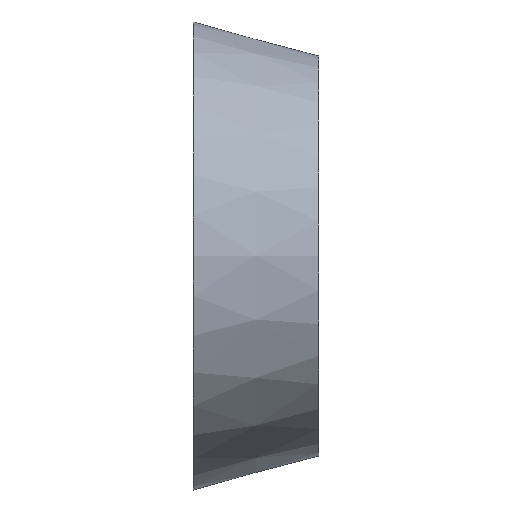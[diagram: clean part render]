
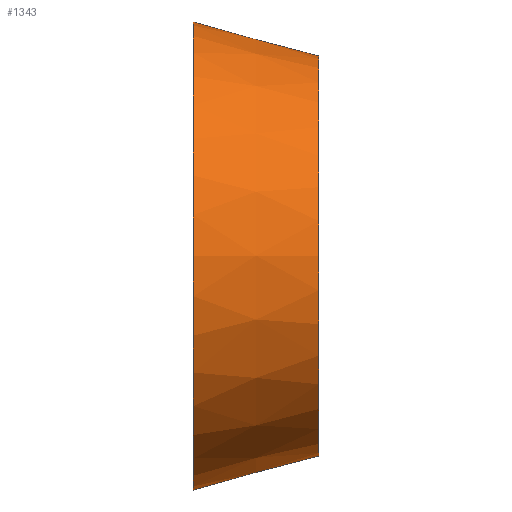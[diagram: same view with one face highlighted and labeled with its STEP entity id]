
A CAD part, top view. The second image highlights one B-rep face of the part: STEP entity #1343.
In plain terms, the highlighted conical face has half-angle 15.186 degrees and reference radius 18.691 mm.
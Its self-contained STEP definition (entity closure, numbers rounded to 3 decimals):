
#21 = EDGE_CURVE('',#22,#22,#24,.T.);
#22 = VERTEX_POINT('',#23);
#23 = CARTESIAN_POINT('',(0.,0.,18.691));
#24 = SURFACE_CURVE('',#25,(#30,#42),.PCURVE_S1.);
#25 = CIRCLE('',#26,18.691);
#26 = AXIS2_PLACEMENT_3D('',#27,#28,#29);
#27 = CARTESIAN_POINT('',(0.,0.,0.));
#28 = DIRECTION('',(1.,0.,-0.));
#29 = DIRECTION('',(0.,0.,1.));
#30 = PCURVE('',#31,#36);
#31 = PLANE('',#32);
#32 = AXIS2_PLACEMENT_3D('',#33,#34,#35);
#33 = CARTESIAN_POINT('',(0.,0.,0.));
#34 = DIRECTION('',(1.,0.,0.));
#35 = DIRECTION('',(0.,0.,1.));
#36 = DEFINITIONAL_REPRESENTATION('',(#37),#41);
#37 = CIRCLE('',#38,18.691);
#38 = AXIS2_PLACEMENT_2D('',#39,#40);
#39 = CARTESIAN_POINT('',(0.,0.));
#40 = DIRECTION('',(1.,-0.));
#41 = ( GEOMETRIC_REPRESENTATION_CONTEXT(2) 
PARAMETRIC_REPRESENTATION_CONTEXT() REPRESENTATION_CONTEXT('2D SPACE',''
  ) );
#42 = PCURVE('',#43,#48);
#43 = CONICAL_SURFACE('',#44,18.691,0.265);
#44 = AXIS2_PLACEMENT_3D('',#45,#46,#47);
#45 = CARTESIAN_POINT('',(0.,0.,0.));
#46 = DIRECTION('',(-1.,-0.,-0.));
#47 = DIRECTION('',(0.,0.,1.));
#48 = DEFINITIONAL_REPRESENTATION('',(#49),#52);
#49 = B_SPLINE_CURVE_WITH_KNOTS('',1,(#50,#51),.UNSPECIFIED.,.F.,.F.,(2,
    2),(0.,6.283),.PIECEWISE_BEZIER_KNOTS.);
#50 = CARTESIAN_POINT('',(0.,0.));
#51 = CARTESIAN_POINT('',(-6.283,0.));
#52 = ( GEOMETRIC_REPRESENTATION_CONTEXT(2) 
PARAMETRIC_REPRESENTATION_CONTEXT() REPRESENTATION_CONTEXT('2D SPACE',''
  ) );
#1343 = ADVANCED_FACE('',(#1344),#43,.T.);
#1344 = FACE_BOUND('',#1345,.T.);
#1345 = EDGE_LOOP('',(#1346,#1347,#1368,#1394));
#1346 = ORIENTED_EDGE('',*,*,#21,.T.);
#1347 = ORIENTED_EDGE('',*,*,#1348,.T.);
#1348 = EDGE_CURVE('',#22,#1349,#1351,.T.);
#1349 = VERTEX_POINT('',#1350);
#1350 = CARTESIAN_POINT('',(10.,0.,15.976));
#1351 = SEAM_CURVE('',#1352,(#1356,#1362),.PCURVE_S1.);
#1352 = LINE('',#1353,#1354);
#1353 = CARTESIAN_POINT('',(0.,0.,18.691));
#1354 = VECTOR('',#1355,1.);
#1355 = DIRECTION('',(0.965,0.,-0.262));
#1356 = PCURVE('',#43,#1357);
#1357 = DEFINITIONAL_REPRESENTATION('',(#1358),#1361);
#1358 = B_SPLINE_CURVE_WITH_KNOTS('',1,(#1359,#1360),.UNSPECIFIED.,.F.,
  .F.,(2,2),(0.,10.362),.PIECEWISE_BEZIER_KNOTS.);
#1359 = CARTESIAN_POINT('',(0.,0.));
#1360 = CARTESIAN_POINT('',(0.,-10.));
#1361 = ( GEOMETRIC_REPRESENTATION_CONTEXT(2) 
PARAMETRIC_REPRESENTATION_CONTEXT() REPRESENTATION_CONTEXT('2D SPACE',''
  ) );
#1362 = PCURVE('',#43,#1363);
#1363 = DEFINITIONAL_REPRESENTATION('',(#1364),#1367);
#1364 = B_SPLINE_CURVE_WITH_KNOTS('',1,(#1365,#1366),.UNSPECIFIED.,.F.,
  .F.,(2,2),(0.,10.362),.PIECEWISE_BEZIER_KNOTS.);
#1365 = CARTESIAN_POINT('',(-6.283,0.));
#1366 = CARTESIAN_POINT('',(-6.283,-10.));
#1367 = ( GEOMETRIC_REPRESENTATION_CONTEXT(2) 
PARAMETRIC_REPRESENTATION_CONTEXT() REPRESENTATION_CONTEXT('2D SPACE',''
  ) );
#1368 = ORIENTED_EDGE('',*,*,#1369,.F.);
#1369 = EDGE_CURVE('',#1349,#1349,#1370,.T.);
#1370 = SURFACE_CURVE('',#1371,(#1376,#1382),.PCURVE_S1.);
#1371 = CIRCLE('',#1372,15.976);
#1372 = AXIS2_PLACEMENT_3D('',#1373,#1374,#1375);
#1373 = CARTESIAN_POINT('',(10.,0.,0.));
#1374 = DIRECTION('',(1.,0.,-0.));
#1375 = DIRECTION('',(0.,0.,1.));
#1376 = PCURVE('',#43,#1377);
#1377 = DEFINITIONAL_REPRESENTATION('',(#1378),#1381);
#1378 = B_SPLINE_CURVE_WITH_KNOTS('',1,(#1379,#1380),.UNSPECIFIED.,.F.,
  .F.,(2,2),(0.,6.283),.PIECEWISE_BEZIER_KNOTS.);
#1379 = CARTESIAN_POINT('',(0.,-10.));
#1380 = CARTESIAN_POINT('',(-6.283,-10.));
#1381 = ( GEOMETRIC_REPRESENTATION_CONTEXT(2) 
PARAMETRIC_REPRESENTATION_CONTEXT() REPRESENTATION_CONTEXT('2D SPACE',''
  ) );
#1382 = PCURVE('',#1383,#1388);
#1383 = PLANE('',#1384);
#1384 = AXIS2_PLACEMENT_3D('',#1385,#1386,#1387);
#1385 = CARTESIAN_POINT('',(10.,0.,0.));
#1386 = DIRECTION('',(1.,0.,0.));
#1387 = DIRECTION('',(0.,0.,1.));
#1388 = DEFINITIONAL_REPRESENTATION('',(#1389),#1393);
#1389 = CIRCLE('',#1390,15.976);
#1390 = AXIS2_PLACEMENT_2D('',#1391,#1392);
#1391 = CARTESIAN_POINT('',(0.,0.));
#1392 = DIRECTION('',(1.,0.));
#1393 = ( GEOMETRIC_REPRESENTATION_CONTEXT(2) 
PARAMETRIC_REPRESENTATION_CONTEXT() REPRESENTATION_CONTEXT('2D SPACE',''
  ) );
#1394 = ORIENTED_EDGE('',*,*,#1348,.F.);
